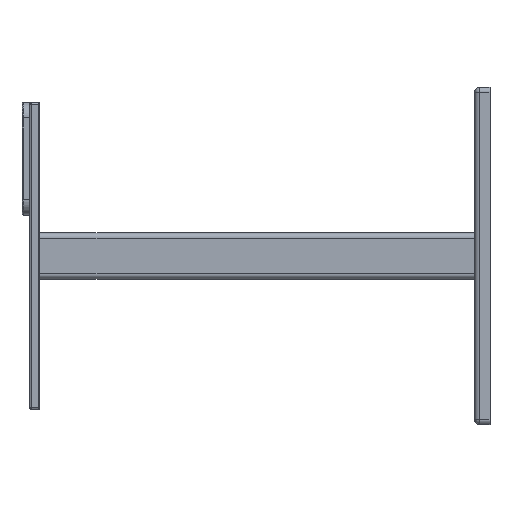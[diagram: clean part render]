
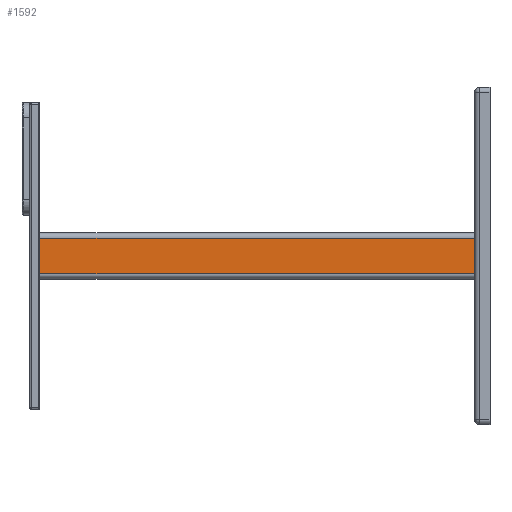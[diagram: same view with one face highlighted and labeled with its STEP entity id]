
A CAD part, left-side view. The second image highlights one B-rep face of the part: STEP entity #1592.
In plain terms, the highlighted face is planar.
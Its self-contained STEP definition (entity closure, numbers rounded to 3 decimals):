
#1027 = ORIENTED_EDGE ( 'NONE', *, *, #9381, .T. ) ;
#1089 = EDGE_CURVE ( 'NONE', #20166, #6770, #20402, .T. ) ;
#1389 = ORIENTED_EDGE ( 'NONE', *, *, #4755, .F. ) ;
#1592 = ADVANCED_FACE ( 'NONE', ( #15168 ), #10220, .F. ) ;
#1839 = CARTESIAN_POINT ( 'NONE',  ( 80., 850., 0. ) ) ;
#2192 = CARTESIAN_POINT ( 'NONE',  ( 80., 0., 0. ) ) ;
#3858 = VECTOR ( 'NONE', #12232, 1000. ) ;
#4472 = CARTESIAN_POINT ( 'NONE',  ( 10., 850., 0. ) ) ;
#4755 = EDGE_CURVE ( 'NONE', #7208, #14219, #8972, .T. ) ;
#6770 = VERTEX_POINT ( 'NONE', #2192 ) ;
#7208 = VERTEX_POINT ( 'NONE', #16395 ) ;
#7893 = CARTESIAN_POINT ( 'NONE',  ( 10., 0., 0. ) ) ;
#7963 = DIRECTION ( 'NONE',  ( 0., -1., 0. ) ) ;
#8534 = DIRECTION ( 'NONE',  ( -1., 0., 0. ) ) ;
#8650 = DIRECTION ( 'NONE',  ( 0., 0., -1. ) ) ;
#8972 = LINE ( 'NONE', #16858, #3858 ) ;
#9381 = EDGE_CURVE ( 'NONE', #6770, #14219, #16262, .T. ) ;
#9773 = AXIS2_PLACEMENT_3D ( 'NONE', #18207, #8650, #8534 ) ;
#10220 = PLANE ( 'NONE',  #9773 ) ;
#10713 = VECTOR ( 'NONE', #10819, 1000. ) ;
#10819 = DIRECTION ( 'NONE',  ( 1., 0., 0. ) ) ;
#11225 = LINE ( 'NONE', #4472, #18175 ) ;
#11528 = DIRECTION ( 'NONE',  ( 0., 1., 0. ) ) ;
#12232 = DIRECTION ( 'NONE',  ( 1., 0., 0. ) ) ;
#12608 = ORIENTED_EDGE ( 'NONE', *, *, #12730, .T. ) ;
#12730 = EDGE_CURVE ( 'NONE', #7208, #20166, #11225, .T. ) ;
#12865 = ORIENTED_EDGE ( 'NONE', *, *, #1089, .T. ) ;
#14026 = VECTOR ( 'NONE', #11528, 1000. ) ;
#14219 = VERTEX_POINT ( 'NONE', #15517 ) ;
#15168 = FACE_OUTER_BOUND ( 'NONE', #20309, .T. ) ;
#15517 = CARTESIAN_POINT ( 'NONE',  ( 80., 850., 0. ) ) ;
#16262 = LINE ( 'NONE', #1839, #14026 ) ;
#16395 = CARTESIAN_POINT ( 'NONE',  ( 10., 850., 0. ) ) ;
#16858 = CARTESIAN_POINT ( 'NONE',  ( 0., 850., 0. ) ) ;
#18175 = VECTOR ( 'NONE', #7963, 1000. ) ;
#18207 = CARTESIAN_POINT ( 'NONE',  ( 0., 850., 0. ) ) ;
#20166 = VERTEX_POINT ( 'NONE', #7893 ) ;
#20309 = EDGE_LOOP ( 'NONE', ( #1389, #12608, #12865, #1027 ) ) ;
#20402 = LINE ( 'NONE', #20503, #10713 ) ;
#20503 = CARTESIAN_POINT ( 'NONE',  ( 0., 0., 0. ) ) ;
